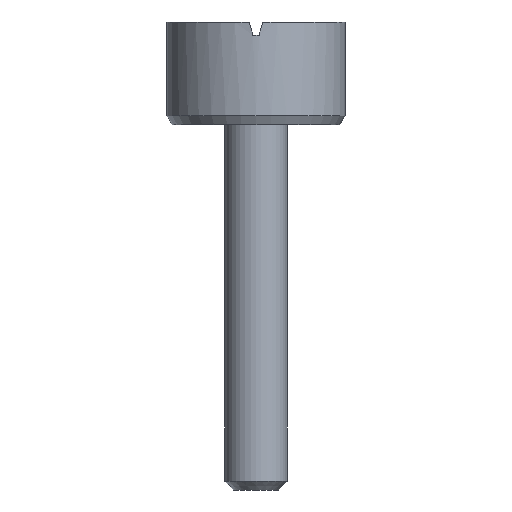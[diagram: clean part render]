
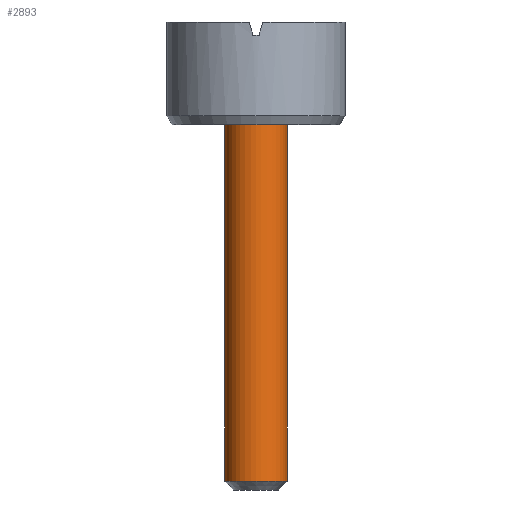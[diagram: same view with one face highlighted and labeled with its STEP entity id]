
A CAD part, front view. The second image highlights one B-rep face of the part: STEP entity #2893.
In plain terms, the highlighted cylindrical face has radius 0.7 mm (diameter 1.4 mm), a full revolution.
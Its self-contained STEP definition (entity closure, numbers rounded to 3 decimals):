
#18=CYLINDRICAL_SURFACE('',#2986,0.7);
#30=CIRCLE('',#2985,0.7);
#31=CIRCLE('',#2987,0.7);
#255=FACE_OUTER_BOUND('',#426,.T.);
#426=EDGE_LOOP('',(#2623,#2624,#2625,#2626));
#643=LINE('',#5590,#857);
#857=VECTOR('',#3342,0.7);
#1344=VERTEX_POINT('',#5584);
#1345=VERTEX_POINT('',#5588);
#1771=EDGE_CURVE('',#1344,#1344,#30,.T.);
#1773=EDGE_CURVE('',#1345,#1345,#31,.T.);
#1774=EDGE_CURVE('',#1345,#1344,#643,.T.);
#2623=ORIENTED_EDGE('',*,*,#1773,.F.);
#2624=ORIENTED_EDGE('',*,*,#1774,.T.);
#2625=ORIENTED_EDGE('',*,*,#1771,.T.);
#2626=ORIENTED_EDGE('',*,*,#1774,.F.);
#2893=ADVANCED_FACE('',(#255),#18,.T.);
#2985=AXIS2_PLACEMENT_3D('',#5585,#3335,#3336);
#2986=AXIS2_PLACEMENT_3D('',#5587,#3338,#3339);
#2987=AXIS2_PLACEMENT_3D('',#5589,#3340,#3341);
#3335=DIRECTION('center_axis',(0.,0.,1.));
#3336=DIRECTION('ref_axis',(0.,-1.,0.));
#3338=DIRECTION('center_axis',(0.,0.,1.));
#3339=DIRECTION('ref_axis',(0.,-1.,0.));
#3340=DIRECTION('center_axis',(0.,0.,1.));
#3341=DIRECTION('ref_axis',(0.,-1.,0.));
#3342=DIRECTION('',(0.,0.,-1.));
#5584=CARTESIAN_POINT('',(0.,0.7,-8.));
#5585=CARTESIAN_POINT('Origin',(0.,0.,-8.));
#5587=CARTESIAN_POINT('Origin',(0.,0.,-4.));
#5588=CARTESIAN_POINT('',(0.,0.7,0.));
#5589=CARTESIAN_POINT('Origin',(0.,0.,0.));
#5590=CARTESIAN_POINT('',(0.,0.7,-4.));
